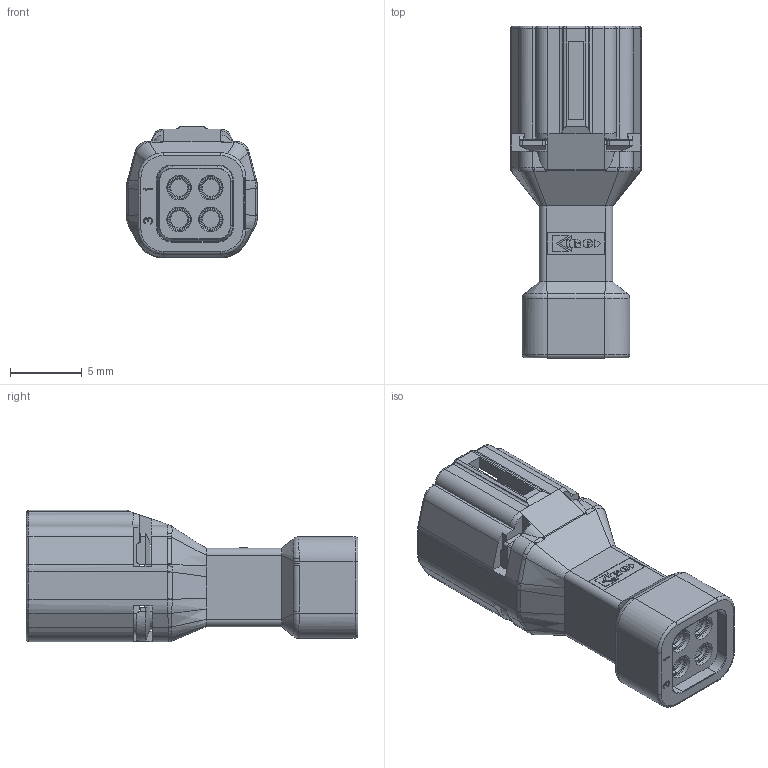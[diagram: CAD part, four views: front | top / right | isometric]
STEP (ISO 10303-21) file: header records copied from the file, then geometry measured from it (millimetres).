
FILE_DESCRIPTION((''),'2;1');
FILE_NAME('04PIN-G-WX','2025-03-19T09:52:20',('NK210218'),(''),'CREO PARAMETRIC BY PTC INC, 2020053','CREO PARAMETRIC BY PTC INC, 2020053','');
FILE_SCHEMA(('CONFIG_CONTROL_DESIGN','SHAPE_APPEARANCE_LAYERS_GROUPS'));
Length unit declared in the file: inch
Products named in the file (1): 04PIN-G-WX
Bounding box: 9.1 x 23.05 x 9.15 mm (x, y, z)
Volume: 753.5 mm3; surface area: 1291.9 mm2
Topology: 3 solids, 6 shells, 917 faces, 2259 edges, 1367 vertices
Faces by surface type: plane 424, cylinder 172, torus 130, cone 112, bspline 69, extrusion 10
Entity records: 38397 total; most frequent: CARTESIAN_POINT 10620, ORIENTED_EDGE 4518, DIRECTION 4277, EDGE_CURVE 2259, AXIS2_PLACEMENT_3D 1438, VECTOR 1401, LINE 1391, VERTEX_POINT 1367
